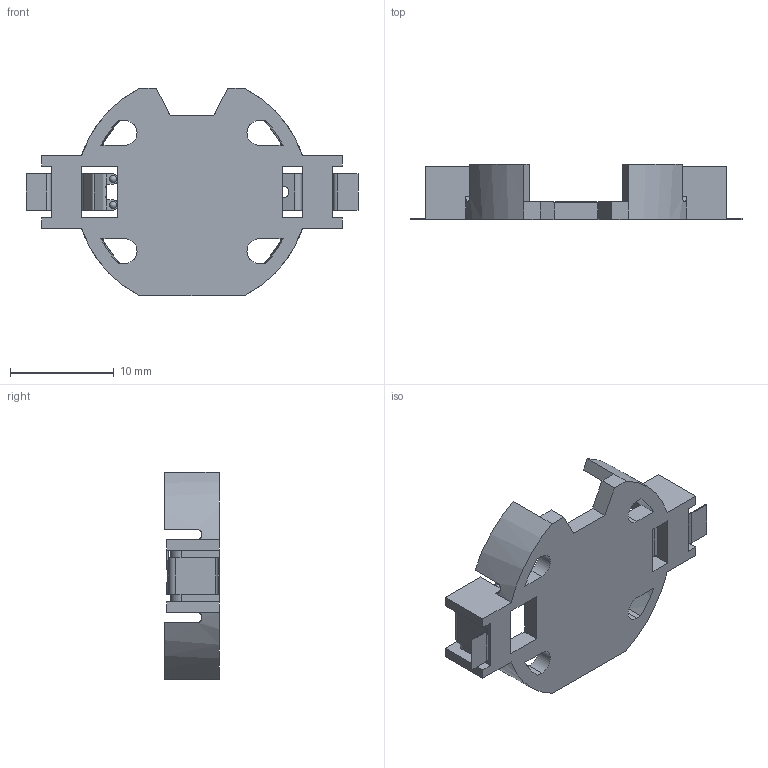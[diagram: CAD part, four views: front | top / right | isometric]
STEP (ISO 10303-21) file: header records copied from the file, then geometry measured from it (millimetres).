
FILE_DESCRIPTION(('FreeCAD Model'),'2;1');
FILE_NAME('CR2032-BatteryHolder.step','2017-07-31T17:26:40',('kicad StepUp'),( 'ksu MCAD'),'Open CASCADE STEP processor 6.8','FreeCAD','Unknown');
FILE_SCHEMA(('AUTOMOTIVE_DESIGN_CC2 { 1 2 10303 214 -1 1 5 4 }'));
Length unit declared in the file: millimetre
Products named in the file (2): ASSEMBLY; CR2032-BatteryHolder
Assembly tree (1 placements, depth 2):
  ASSEMBLY
    CR2032-BatteryHolder
Bounding box: 32 x 5.3 x 20 mm (x, y, z)
Volume: 854.7 mm3; surface area: 1664 mm2
Topology: 3 solids, 3 shells, 225 faces, 653 edges, 432 vertices
Faces by surface type: plane 146, cylinder 67, sphere 6, torus 4, bspline 2
Entity records: 9172 total; most frequent: CARTESIAN_POINT 1514, ORIENTED_EDGE 1298, DIRECTION 1240, EDGE_CURVE 649, LINE 468, VECTOR 468, VERTEX_POINT 432, AXIS2_PLACEMENT_3D 386
